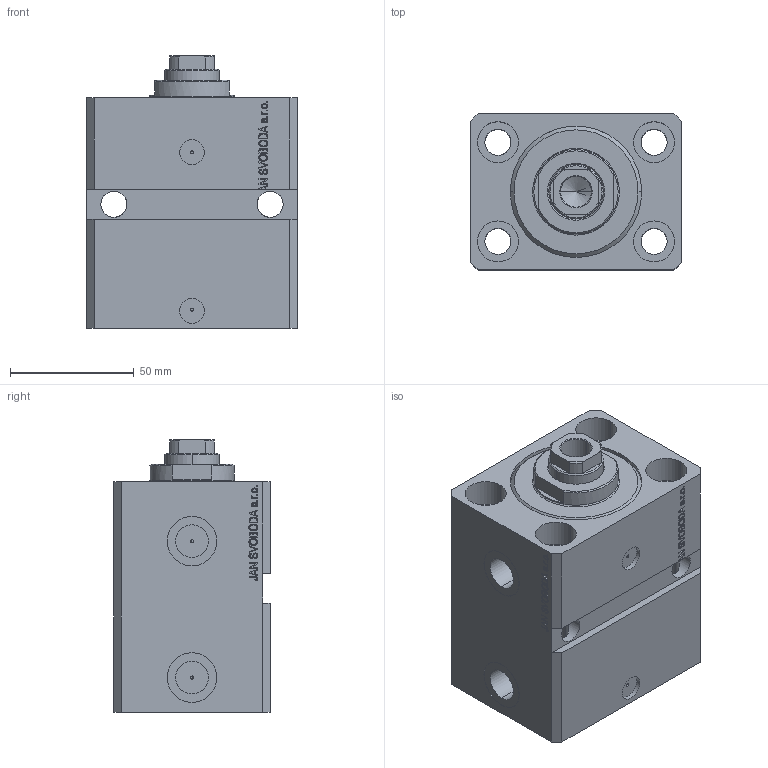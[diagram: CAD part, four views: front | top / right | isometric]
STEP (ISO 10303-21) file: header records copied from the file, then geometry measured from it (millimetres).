
FILE_DESCRIPTION (( 'STEP AP203' ), '1' );
FILE_NAME ('76aa.STEP', '2022-04-09T18:50:07', ( '' ), ( '' ), 'SwSTEP 2.0', 'SolidWorks 2019', '' );
FILE_SCHEMA (( 'CONFIG_CONTROL_DESIGN' ));
Length unit declared in the file: millimetre
Products named in the file (4): V250CE_E_Body 271ab2ffa9760cccdc0e36141ef40f59; 76aa; V250CE_C_VCP 271ab2ffa9760cccdc0e36141ef40f59; V250CE_VC_E 271ab2ffa9760cccdc0e36141ef40f59
Assembly tree (3 placements, depth 2):
  76aa
    V250CE_E_Body 271ab2ffa9760cccdc0e36141ef40f59
    V250CE_C_VCP 271ab2ffa9760cccdc0e36141ef40f59
    V250CE_VC_E 271ab2ffa9760cccdc0e36141ef40f59
Bounding box: 85 x 63 x 109.9 mm (x, y, z)
Volume: 427150.8 mm3; surface area: 89410.3 mm2
Topology: 3 solids, 3 shells, 917 faces, 2365 edges, 1553 vertices
Faces by surface type: plane 459, bspline 356, cylinder 84, cone 12, torus 6
Entity records: 44843 total; most frequent: CARTESIAN_POINT 24427, ORIENTED_EDGE 4726, DIRECTION 2911, EDGE_CURVE 2363, VERTEX_POINT 1553, LINE 1457, VECTOR 1457, EDGE_LOOP 1046
